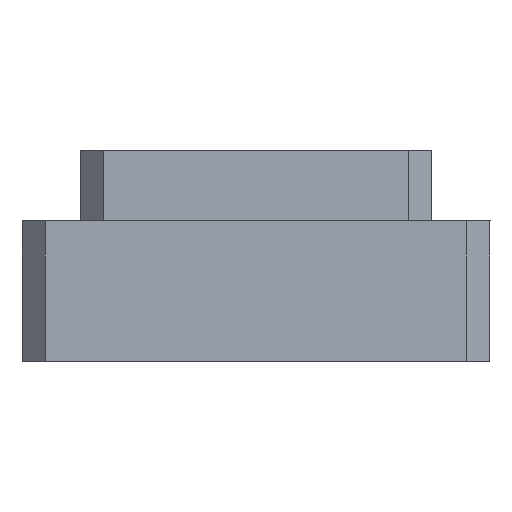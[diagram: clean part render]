
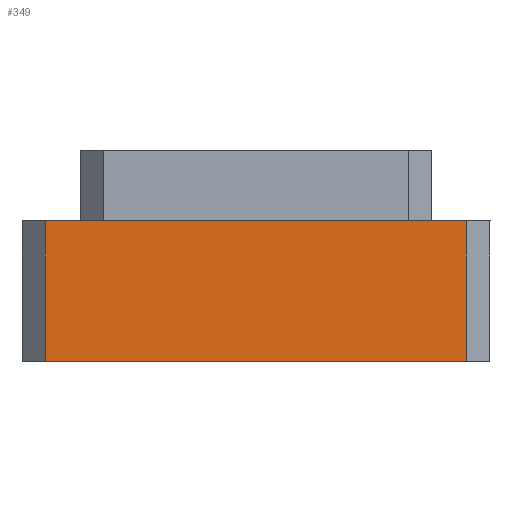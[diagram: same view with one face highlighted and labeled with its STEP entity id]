
A CAD part, left-side view. The second image highlights one B-rep face of the part: STEP entity #349.
In plain terms, the highlighted planar face has unit normal (-1, 0, 0).
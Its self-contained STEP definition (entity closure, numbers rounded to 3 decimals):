
#18 = VECTOR ( 'NONE', #431, 1000. ) ;
#36 = VERTEX_POINT ( 'NONE', #477 ) ;
#99 = CARTESIAN_POINT ( 'NONE',  ( -10.611, -102.62, -53.721 ) ) ;
#103 = DIRECTION ( 'NONE',  ( 0., 0., 1. ) ) ;
#119 = LINE ( 'NONE', #182, #906 ) ;
#180 = DIRECTION ( 'NONE',  ( 0., 1., 0. ) ) ;
#182 = CARTESIAN_POINT ( 'NONE',  ( -10.611, -83.62, -53.721 ) ) ;
#213 = VERTEX_POINT ( 'NONE', #822 ) ;
#233 = VERTEX_POINT ( 'NONE', #918 ) ;
#284 = ORIENTED_EDGE ( 'NONE', *, *, #701, .T. ) ;
#327 = CARTESIAN_POINT ( 'NONE',  ( -10.611, -102.62, -3. ) ) ;
#334 = DIRECTION ( 'NONE',  ( 0., 0., -1. ) ) ;
#349 = ADVANCED_FACE ( 'NONE', ( #710 ), #515, .F. ) ;
#394 = ORIENTED_EDGE ( 'NONE', *, *, #739, .T. ) ;
#431 = DIRECTION ( 'NONE',  ( 0., 1., 0. ) ) ;
#441 = DIRECTION ( 'NONE',  ( 1., 0., 0. ) ) ;
#461 = EDGE_LOOP ( 'NONE', ( #284, #394, #963, #827 ) ) ;
#477 = CARTESIAN_POINT ( 'NONE',  ( -10.611, -101.62, -3. ) ) ;
#515 = PLANE ( 'NONE',  #716 ) ;
#517 = LINE ( 'NONE', #540, #1028 ) ;
#525 = EDGE_CURVE ( 'NONE', #233, #213, #980, .T. ) ;
#540 = CARTESIAN_POINT ( 'NONE',  ( -10.611, -101.62, -53.721 ) ) ;
#606 = VERTEX_POINT ( 'NONE', #610 ) ;
#610 = CARTESIAN_POINT ( 'NONE',  ( -10.611, -83.62, -3. ) ) ;
#638 = VECTOR ( 'NONE', #180, 1000. ) ;
#701 = EDGE_CURVE ( 'NONE', #36, #606, #733, .T. ) ;
#710 = FACE_OUTER_BOUND ( 'NONE', #461, .T. ) ;
#716 = AXIS2_PLACEMENT_3D ( 'NONE', #99, #441, #334 ) ;
#733 = LINE ( 'NONE', #327, #638 ) ;
#739 = EDGE_CURVE ( 'NONE', #606, #213, #119, .T. ) ;
#780 = CARTESIAN_POINT ( 'NONE',  ( -10.611, -102.62, -9. ) ) ;
#781 = EDGE_CURVE ( 'NONE', #233, #36, #517, .T. ) ;
#791 = DIRECTION ( 'NONE',  ( 0., 0., -1. ) ) ;
#822 = CARTESIAN_POINT ( 'NONE',  ( -10.611, -83.62, -9. ) ) ;
#827 = ORIENTED_EDGE ( 'NONE', *, *, #781, .T. ) ;
#906 = VECTOR ( 'NONE', #791, 1000. ) ;
#918 = CARTESIAN_POINT ( 'NONE',  ( -10.611, -101.62, -9. ) ) ;
#963 = ORIENTED_EDGE ( 'NONE', *, *, #525, .F. ) ;
#980 = LINE ( 'NONE', #780, #18 ) ;
#1028 = VECTOR ( 'NONE', #103, 1000. ) ;
